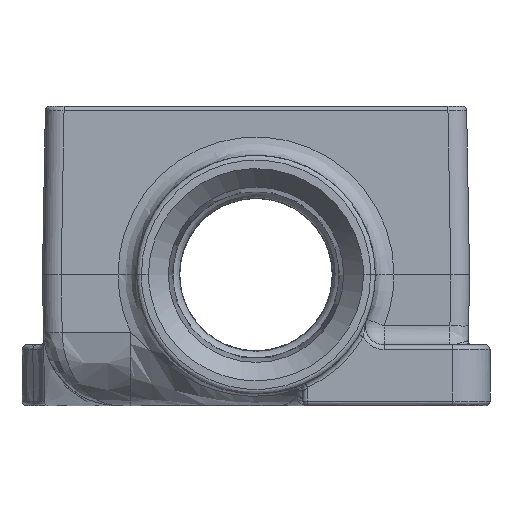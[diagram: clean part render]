
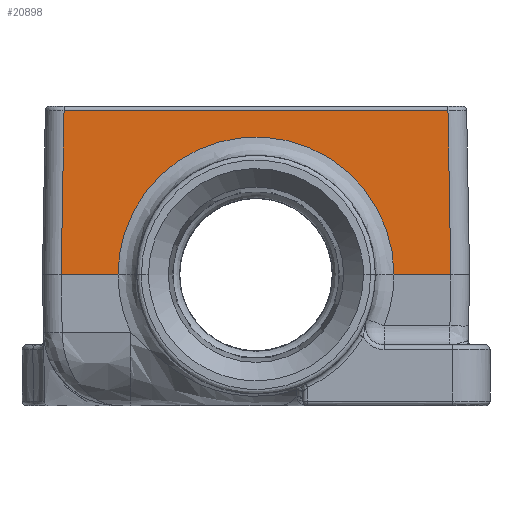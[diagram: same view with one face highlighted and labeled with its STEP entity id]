
A CAD part, left-side view. The second image highlights one B-rep face of the part: STEP entity #20898.
In plain terms, the highlighted planar face has unit normal (-1, 0, 0.018).
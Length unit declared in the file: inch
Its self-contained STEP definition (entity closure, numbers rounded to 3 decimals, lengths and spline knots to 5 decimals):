
#179=PLANE('',#22319);
#760=ELLIPSE('',#22320,0.92202,0.92188);
#2179=FACE_OUTER_BOUND('',#3480,.T.);
#3480=EDGE_LOOP('',(#15315,#15316,#15317,#15318,#15319,#15320));
#5121=LINE('',#32132,#7019);
#5126=LINE('',#32142,#7024);
#5127=LINE('',#32146,#7025);
#5128=LINE('',#32148,#7026);
#5129=LINE('',#32151,#7027);
#7019=VECTOR('',#24386,0.3937);
#7024=VECTOR('',#24395,0.3937);
#7025=VECTOR('',#24400,0.3937);
#7026=VECTOR('',#24401,0.3937);
#7027=VECTOR('',#24404,0.3937);
#9727=VERTEX_POINT('',#32015);
#9742=VERTEX_POINT('',#32127);
#9745=VERTEX_POINT('',#32141);
#9746=VERTEX_POINT('',#32145);
#9747=VERTEX_POINT('',#32147);
#9748=VERTEX_POINT('',#32149);
#11904=EDGE_CURVE('',#9727,#9742,#5121,.T.);
#11909=EDGE_CURVE('',#9742,#9745,#5126,.T.);
#11911=EDGE_CURVE('',#9746,#9727,#5127,.T.);
#11912=EDGE_CURVE('',#9747,#9746,#5128,.T.);
#11913=EDGE_CURVE('',#9748,#9747,#760,.T.);
#11914=EDGE_CURVE('',#9745,#9748,#5129,.T.);
#15315=ORIENTED_EDGE('',*,*,#11904,.F.);
#15316=ORIENTED_EDGE('',*,*,#11911,.F.);
#15317=ORIENTED_EDGE('',*,*,#11912,.F.);
#15318=ORIENTED_EDGE('',*,*,#11913,.F.);
#15319=ORIENTED_EDGE('',*,*,#11914,.F.);
#15320=ORIENTED_EDGE('',*,*,#11909,.F.);
#20898=ADVANCED_FACE('',(#2179),#179,.T.);
#22319=AXIS2_PLACEMENT_3D('',#32144,#24398,#24399);
#22320=AXIS2_PLACEMENT_3D('',#32150,#24402,#24403);
#24386=DIRECTION('',(0.,-1.,0.));
#24395=DIRECTION('',(-0.017,-0.017,-1.));
#24398=DIRECTION('center_axis',(-1.,0.,0.017));
#24399=DIRECTION('ref_axis',(0.,1.,0.));
#24400=DIRECTION('',(0.017,-0.017,1.));
#24401=DIRECTION('',(0.,1.,0.));
#24402=DIRECTION('center_axis',(-1.,0.,0.017));
#24403=DIRECTION('ref_axis',(0.017,0.,1.));
#24404=DIRECTION('',(0.,1.,0.));
#32015=CARTESIAN_POINT('',(-2.28179,1.2818,-0.0307));
#32127=CARTESIAN_POINT('',(-2.28179,-1.2818,-0.0307));
#32132=CARTESIAN_POINT('',(-2.28179,0.70313,-0.0307));
#32141=CARTESIAN_POINT('',(-2.30087,-1.30089,-1.12391));
#32142=CARTESIAN_POINT('',(-2.28086,-1.28088,0.02235));
#32144=CARTESIAN_POINT('Origin',(-2.28125,1.40625,0.));
#32145=CARTESIAN_POINT('',(-2.30087,1.30089,-1.12391));
#32146=CARTESIAN_POINT('',(-2.28059,1.28061,0.03761));
#32147=CARTESIAN_POINT('',(-2.30087,0.92187,-1.12391));
#32148=CARTESIAN_POINT('',(-2.30087,1.41607,-1.12391));
#32149=CARTESIAN_POINT('',(-2.30087,-0.92187,-1.12391));
#32150=CARTESIAN_POINT('Origin',(-2.30093,0.,
-1.12718));
#32151=CARTESIAN_POINT('',(-2.30087,1.41607,-1.12391));
